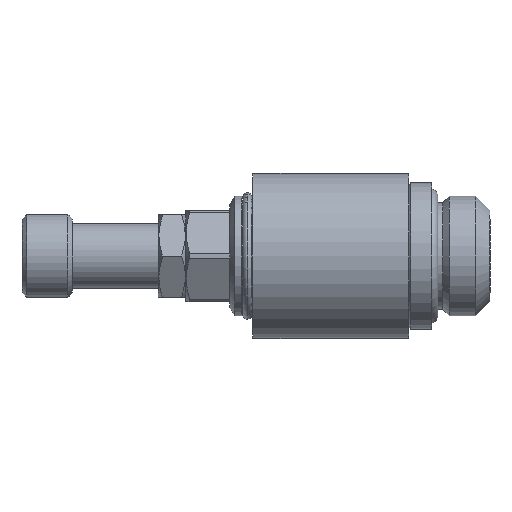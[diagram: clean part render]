
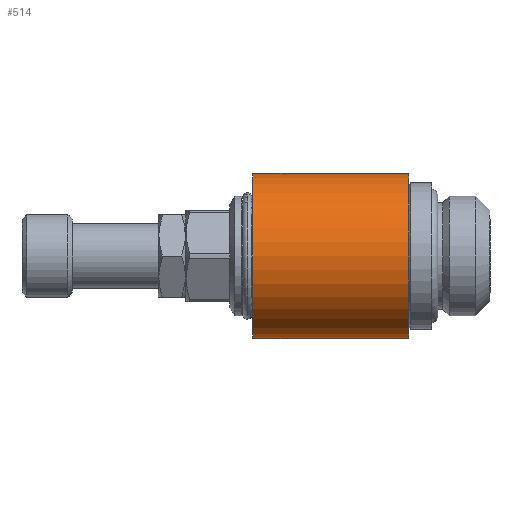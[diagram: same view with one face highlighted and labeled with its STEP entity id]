
A CAD part, left-side view. The second image highlights one B-rep face of the part: STEP entity #514.
In plain terms, the highlighted cylindrical face has radius 9 mm (diameter 18 mm), a partial arc.
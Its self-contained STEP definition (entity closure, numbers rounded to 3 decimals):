
#287 = EDGE_CURVE ( 'NONE', #373, #288, #1861, .T. ) ;
#288 = VERTEX_POINT ( 'NONE', #1857 ) ;
#289 = VERTEX_POINT ( 'NONE', #1856 ) ;
#373 = VERTEX_POINT ( 'NONE', #1937 ) ;
#377 = EDGE_CURVE ( 'NONE', #481, #289, #2053, .T. ) ;
#481 = VERTEX_POINT ( 'NONE', #2799 ) ;
#511 = ORIENTED_EDGE ( 'NONE', *, *, #287, .F. ) ;
#514 = ADVANCED_FACE ( 'NONE', ( #2902 ), #2836, .T. ) ;
#550 = EDGE_LOOP ( 'NONE', ( #511, #726, #628, #722 ) ) ;
#628 = ORIENTED_EDGE ( 'NONE', *, *, #377, .T. ) ;
#679 = EDGE_CURVE ( 'NONE', #481, #373, #3576, .T. ) ;
#722 = ORIENTED_EDGE ( 'NONE', *, *, #724, .F. ) ;
#724 = EDGE_CURVE ( 'NONE', #288, #289, #3624, .T. ) ;
#726 = ORIENTED_EDGE ( 'NONE', *, *, #679, .F. ) ;
#1856 = CARTESIAN_POINT ( 'NONE',  ( 0., 26.2, 9. ) ) ;
#1857 = CARTESIAN_POINT ( 'NONE',  ( 0., 26.2, -9. ) ) ;
#1858 = DIRECTION ( 'NONE',  ( 0., 1., 0. ) ) ;
#1859 = VECTOR ( 'NONE', #1858, 1000. ) ;
#1860 = CARTESIAN_POINT ( 'NONE',  ( 0., 31.286, -9. ) ) ;
#1861 = LINE ( 'NONE', #1860, #1859 ) ;
#1937 = CARTESIAN_POINT ( 'NONE',  ( 0., 9.2, -9. ) ) ;
#2042 = DIRECTION ( 'NONE',  ( 0., 1., 0. ) ) ;
#2043 = VECTOR ( 'NONE', #2042, 1000. ) ;
#2044 = CARTESIAN_POINT ( 'NONE',  ( 0., 31.286, 9. ) ) ;
#2053 = LINE ( 'NONE', #2044, #2043 ) ;
#2799 = CARTESIAN_POINT ( 'NONE',  ( 0., 9.2, 9. ) ) ;
#2834 = CARTESIAN_POINT ( 'NONE',  ( 0., 31.286, 0. ) ) ;
#2835 = AXIS2_PLACEMENT_3D ( 'NONE', #2834, #2872, #2875 ) ;
#2836 = CYLINDRICAL_SURFACE ( 'NONE', #2835, 9. ) ;
#2872 = DIRECTION ( 'NONE',  ( 0., 1., 0. ) ) ;
#2875 = DIRECTION ( 'NONE',  ( 0., 0., 1. ) ) ;
#2902 = FACE_OUTER_BOUND ( 'NONE', #550, .T. ) ;
#3563 = DIRECTION ( 'NONE',  ( 0., 0., 1. ) ) ;
#3564 = DIRECTION ( 'NONE',  ( 0., 1., 0. ) ) ;
#3565 = CARTESIAN_POINT ( 'NONE',  ( 0., 26.2, 0. ) ) ;
#3566 = AXIS2_PLACEMENT_3D ( 'NONE', #3565, #3564, #3563 ) ;
#3575 = AXIS2_PLACEMENT_3D ( 'NONE', #3619, #3720, #3719 ) ;
#3576 = CIRCLE ( 'NONE', #3575, 9. ) ;
#3619 = CARTESIAN_POINT ( 'NONE',  ( 0., 9.2, 0. ) ) ;
#3624 = CIRCLE ( 'NONE', #3566, 9. ) ;
#3719 = DIRECTION ( 'NONE',  ( 0., 0., -1. ) ) ;
#3720 = DIRECTION ( 'NONE',  ( 0., -1., 0. ) ) ;
